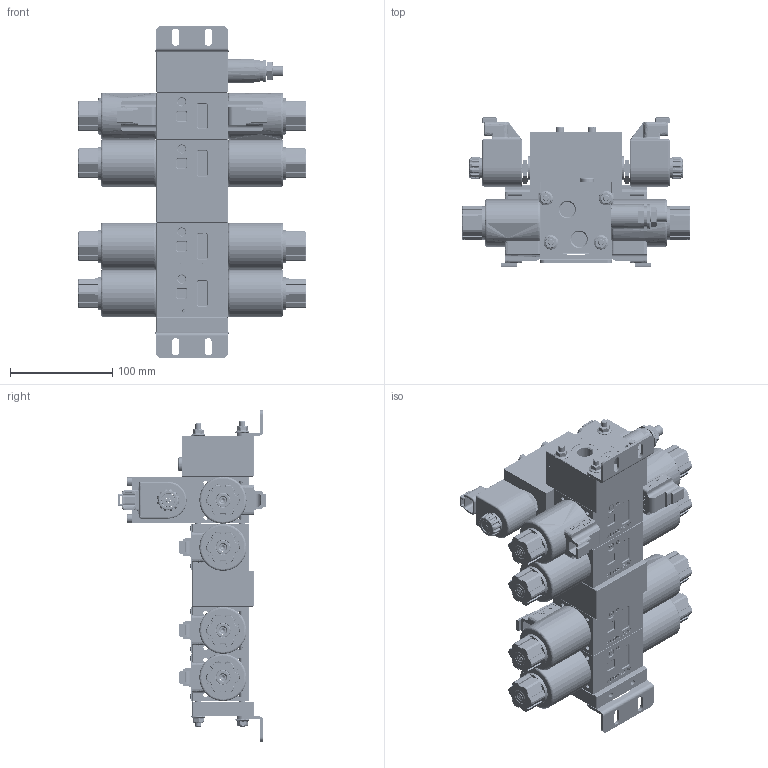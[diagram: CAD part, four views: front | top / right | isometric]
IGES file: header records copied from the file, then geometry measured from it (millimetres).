
Start section: SolidWorks IGES file using analytic representation for surfaces
Global section: file name: CDB30019.igs; native system: SolidWorks 2014; preprocessor: SolidWorks 2014; author: serviziopdm; date: 161018.093917; units: millimetre
Bounding box: 222 x 145.4 x 324 mm (x, y, z)
Surface area: 324803.8 mm2 (no closed solid volume)
Topology: 0 solids, 0 shells, 4099 faces, 67884 edges, 67823 vertices
Faces by surface type: bspline 2719, revolution 1380
